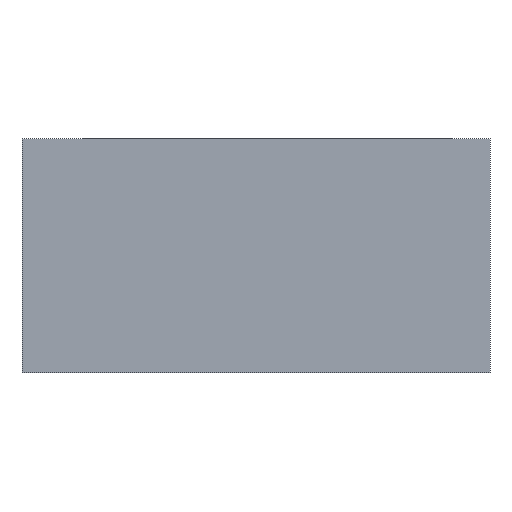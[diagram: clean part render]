
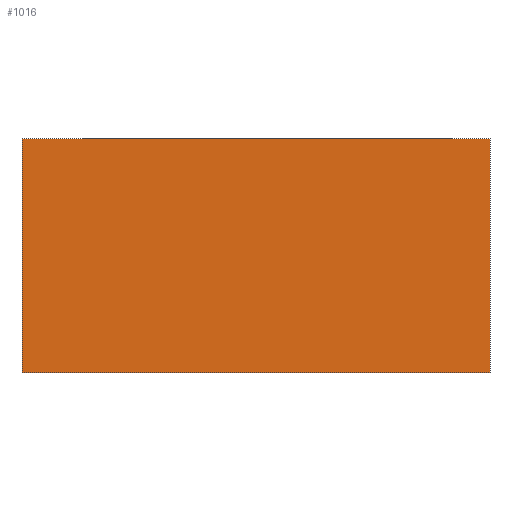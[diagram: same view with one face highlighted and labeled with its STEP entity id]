
A CAD part, front view. The second image highlights one B-rep face of the part: STEP entity #1016.
In plain terms, the highlighted planar face has unit normal (0, -1, 0).
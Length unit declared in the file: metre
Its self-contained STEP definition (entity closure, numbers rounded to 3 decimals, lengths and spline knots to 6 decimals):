
#148=ORIENTED_EDGE('',*,*,#402,.F.);
#149=ORIENTED_EDGE('',*,*,#301,.F.);
#150=ORIENTED_EDGE('',*,*,#403,.T.);
#151=ORIENTED_EDGE('',*,*,#303,.T.);
#301=EDGE_CURVE('',#437,#435,#531,.T.);
#303=EDGE_CURVE('',#439,#438,#533,.T.);
#402=EDGE_CURVE('',#435,#438,#632,.T.);
#403=EDGE_CURVE('',#437,#439,#633,.T.);
#435=VERTEX_POINT('',#1352);
#437=VERTEX_POINT('',#1356);
#438=VERTEX_POINT('',#1360);
#439=VERTEX_POINT('',#1362);
#531=LINE('',#1357,#669);
#533=LINE('',#1361,#671);
#632=LINE('',#1569,#770);
#633=LINE('',#1570,#771);
#669=VECTOR('',#1114,1.);
#671=VECTOR('',#1118,1.);
#770=VECTOR('',#1277,1.);
#771=VECTOR('',#1278,1.);
#828=EDGE_LOOP('',(#148,#149,#150,#151));
#898=FACE_BOUND('',#828,.T.);
#968=PLANE('',#1077);
#1016=ADVANCED_FACE('',(#898),#968,.T.);
#1077=AXIS2_PLACEMENT_3D('',#1568,#1275,#1276);
#1114=DIRECTION('',(0.,0.,-1.));
#1118=DIRECTION('',(0.,0.,-1.));
#1275=DIRECTION('',(0.,-1.,0.));
#1276=DIRECTION('',(1.,0.,0.));
#1277=DIRECTION('',(-1.,0.,0.));
#1278=DIRECTION('',(-1.,0.,0.));
#1352=CARTESIAN_POINT('',(-0.02634,-0.047,0.));
#1356=CARTESIAN_POINT('',(-0.02634,-0.047,0.025));
#1357=CARTESIAN_POINT('',(-0.02634,-0.047,0.025));
#1360=CARTESIAN_POINT('',(-0.07634,-0.047,0.));
#1361=CARTESIAN_POINT('',(-0.07634,-0.047,0.025));
#1362=CARTESIAN_POINT('',(-0.07634,-0.047,0.025));
#1568=CARTESIAN_POINT('',(-0.05134,-0.047,0.025));
#1569=CARTESIAN_POINT('',(-0.05134,-0.047,0.));
#1570=CARTESIAN_POINT('',(-0.05134,-0.047,0.025));
